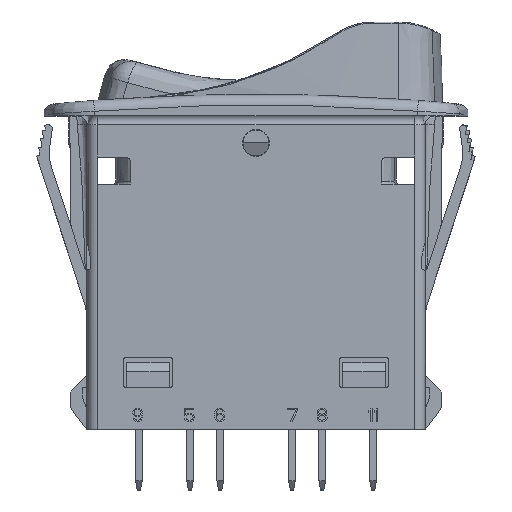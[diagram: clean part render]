
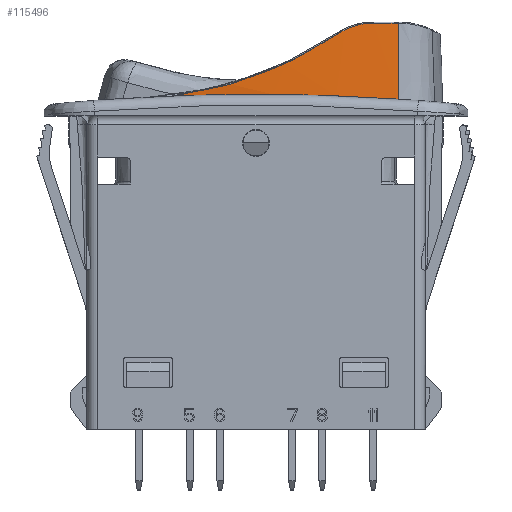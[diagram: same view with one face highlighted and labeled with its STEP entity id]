
A CAD part, top view. The second image highlights one B-rep face of the part: STEP entity #115496.
In plain terms, the highlighted conical face has half-angle 2 degrees and reference radius 202.975 mm.
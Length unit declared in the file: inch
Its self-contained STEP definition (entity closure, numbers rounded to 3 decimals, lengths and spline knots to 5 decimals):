
#1509=CARTESIAN_POINT('',(-0.38546,1.54257,
0.43597));
#1510=CARTESIAN_POINT('',(-0.36709,1.54328,
0.4369));
#1511=CARTESIAN_POINT('',(-0.33036,1.54459,
0.43864));
#1512=CARTESIAN_POINT('',(-0.27525,1.54626,
0.44087));
#1513=CARTESIAN_POINT('',(-0.22013,1.54763,
0.44274));
#1514=CARTESIAN_POINT('',(-0.16499,1.54869,
0.44424));
#1515=CARTESIAN_POINT('',(-0.10986,1.54945,
0.44537));
#1516=CARTESIAN_POINT('',(-0.05472,1.5499,
0.44613));
#1517=CARTESIAN_POINT('',(0.00042,1.55005,
0.44651));
#1518=CARTESIAN_POINT('',(0.05555,1.5499,
0.44653));
#1519=CARTESIAN_POINT('',(0.11069,1.54944,
0.44618));
#1520=CARTESIAN_POINT('',(0.16583,1.54868,
0.44546));
#1521=CARTESIAN_POINT('',(0.22096,1.54761,
0.44437));
#1522=CARTESIAN_POINT('',(0.27609,1.54624,
0.44292));
#1523=CARTESIAN_POINT('',(0.33122,1.54456,
0.44109));
#1524=CARTESIAN_POINT('',(0.38634,1.54259,
0.43889));
#1525=CARTESIAN_POINT('',(0.44145,1.5403,
0.43632));
#1526=CARTESIAN_POINT('',(0.49655,1.53772,
0.43338));
#1527=CARTESIAN_POINT('',(0.55164,1.53482,
0.43007));
#1528=CARTESIAN_POINT('',(0.60672,1.53163,
0.42639));
#1529=CARTESIAN_POINT('',(0.64343,1.5293,
0.42369));
#1530=CARTESIAN_POINT('',(0.66178,1.52808,
0.42228));
#1532=CARTESIAN_POINT('',(0.66178,1.52808,
0.42228));
#47642=DIRECTION('',(-0.003,0.999,-0.035));
#47643=VECTOR('',#47642,0.3523);
#47644=CARTESIAN_POINT('',(0.66178,1.52808,
0.42228));
#47645=LINE('',#47644,#47643);
#47689=CARTESIAN_POINT('',(0.66081,1.88017,
0.41002));
#47741=CARTESIAN_POINT('',(0.66081,1.88017,
0.41002));
#47742=CARTESIAN_POINT('',(0.66054,1.88017,
0.41004));
#47743=CARTESIAN_POINT('',(0.66001,1.88017,
0.41009));
#47744=CARTESIAN_POINT('',(0.6592,1.88017,
0.41015));
#47745=CARTESIAN_POINT('',(0.65866,1.88017,
0.41019));
#47746=CARTESIAN_POINT('',(0.65839,1.88017,
0.41021));
#47760=CARTESIAN_POINT('',(0.37735,1.82909,
0.42921));
#47761=CARTESIAN_POINT('',(0.36948,1.82374,
0.42973));
#47762=CARTESIAN_POINT('',(0.35367,1.81318,
0.43077));
#47763=CARTESIAN_POINT('',(0.3297,1.79774,
0.43224));
#47764=CARTESIAN_POINT('',(0.30549,1.7827,
0.43364));
#47765=CARTESIAN_POINT('',(0.28105,1.76807,
0.43496));
#47766=CARTESIAN_POINT('',(0.25638,1.75385,
0.43619));
#47767=CARTESIAN_POINT('',(0.23149,1.74005,
0.43734));
#47768=CARTESIAN_POINT('',(0.2064,1.72666,
0.4384));
#47769=CARTESIAN_POINT('',(0.18109,1.71369,
0.43938));
#47770=CARTESIAN_POINT('',(0.15558,1.70115,
0.44026));
#47771=CARTESIAN_POINT('',(0.12989,1.68903,
0.44104));
#47772=CARTESIAN_POINT('',(0.10401,1.67734,
0.44173));
#47773=CARTESIAN_POINT('',(0.07795,1.66608,
0.44232));
#47774=CARTESIAN_POINT('',(0.05172,1.65525,
0.44282));
#47775=CARTESIAN_POINT('',(0.02532,1.64486,
0.44321));
#47776=CARTESIAN_POINT('',(-0.00122,1.63491,
0.4435));
#47777=CARTESIAN_POINT('',(-0.02792,1.6254,
0.44368));
#47778=CARTESIAN_POINT('',(-0.05476,1.61632,
0.44376));
#47779=CARTESIAN_POINT('',(-0.08174,1.6077,
0.44373));
#47780=CARTESIAN_POINT('',(-0.10884,1.59951,
0.44359));
#47781=CARTESIAN_POINT('',(-0.13607,1.59178,
0.44334));
#47782=CARTESIAN_POINT('',(-0.16342,1.58449,
0.44298));
#47783=CARTESIAN_POINT('',(-0.19087,1.57765,
0.44251));
#47784=CARTESIAN_POINT('',(-0.21842,1.57127,
0.44192));
#47785=CARTESIAN_POINT('',(-0.24606,1.56533,
0.44122));
#47786=CARTESIAN_POINT('',(-0.2738,1.55985,
0.44041));
#47787=CARTESIAN_POINT('',(-0.30161,1.55483,
0.43948));
#47788=CARTESIAN_POINT('',(-0.3295,1.55026,
0.43843));
#47789=CARTESIAN_POINT('',(-0.35745,1.54615,
0.43727));
#47790=CARTESIAN_POINT('',(-0.37612,1.54371,
0.43641));
#47791=CARTESIAN_POINT('',(-0.38546,1.54257,
0.43597));
#48364=CARTESIAN_POINT('',(0.03,1.88017,-7.55));
#48365=DIRECTION('',(0.,-1.,0.));
#48366=DIRECTION('',(0.079,0.,0.997));
#48367=AXIS2_PLACEMENT_3D('',#48364,#48365,#48366);
#48379=CARTESIAN_POINT('',(0.54337,1.88017,
0.41846));
#48380=CARTESIAN_POINT('',(0.54082,1.88017,
0.41862));
#48381=CARTESIAN_POINT('',(0.53572,1.88011,
0.41895));
#48382=CARTESIAN_POINT('',(0.52806,1.87981,
0.41944));
#48383=CARTESIAN_POINT('',(0.52041,1.87931,
0.41994));
#48384=CARTESIAN_POINT('',(0.51277,1.87862,
0.42043));
#48385=CARTESIAN_POINT('',(0.50515,1.87772,
0.42092));
#48386=CARTESIAN_POINT('',(0.49755,1.87663,
0.4214));
#48387=CARTESIAN_POINT('',(0.48999,1.87534,
0.42189));
#48388=CARTESIAN_POINT('',(0.48246,1.87386,
0.42237));
#48389=CARTESIAN_POINT('',(0.47498,1.87218,
0.42285));
#48390=CARTESIAN_POINT('',(0.46754,1.87031,
0.42333));
#48391=CARTESIAN_POINT('',(0.46016,1.86824,
0.4238));
#48392=CARTESIAN_POINT('',(0.45283,1.86599,
0.42427));
#48393=CARTESIAN_POINT('',(0.44556,1.86354,
0.42474));
#48394=CARTESIAN_POINT('',(0.43836,1.86091,
0.4252));
#48395=CARTESIAN_POINT('',(0.43123,1.85809,
0.42566));
#48396=CARTESIAN_POINT('',(0.42418,1.85509,
0.42612));
#48397=CARTESIAN_POINT('',(0.4172,1.85191,
0.42657));
#48398=CARTESIAN_POINT('',(0.41031,1.84854,
0.42702));
#48399=CARTESIAN_POINT('',(0.40351,1.845,
0.42747));
#48400=CARTESIAN_POINT('',(0.39681,1.84128,
0.42791));
#48401=CARTESIAN_POINT('',(0.39021,1.83739,
0.42835));
#48402=CARTESIAN_POINT('',(0.38371,1.83333,
0.42878));
#48403=CARTESIAN_POINT('',(0.37946,1.83052,
0.42906));
#48404=CARTESIAN_POINT('',(0.37735,1.82909,
0.42921));
#53279=VERTEX_POINT('',#1532);
#53331=VERTEX_POINT('',#47689);
#53333=VERTEX_POINT('',#47746);
#53335=CARTESIAN_POINT('',(0.54337,1.88017,
0.41846));
#53336=VERTEX_POINT('',#53335);
#53339=VERTEX_POINT('',#48404);
#53341=VERTEX_POINT('',#47791);
#115480=CARTESIAN_POINT('',(0.03,1.70413,-7.55));
#115481=DIRECTION('',(0.,-1.,0.));
#115482=DIRECTION('',(0.,0.,-1.));
#115483=AXIS2_PLACEMENT_3D('',#115480,#115481,#115482);
#115484=CONICAL_SURFACE('',#115483,7.99113,2.);
#115485=ORIENTED_EDGE('',*,*,#115470,.F.);
#115486=ORIENTED_EDGE('',*,*,#115373,.F.);
#115487=ORIENTED_EDGE('',*,*,#61023,.F.);
#115489=ORIENTED_EDGE('',*,*,#115488,.F.);
#115491=ORIENTED_EDGE('',*,*,#115490,.F.);
#115493=ORIENTED_EDGE('',*,*,#115492,.F.);
#115494=EDGE_LOOP('',(#115485,#115486,#115487,#115489,#115491,#115493));
#115495=FACE_OUTER_BOUND('',#115494,.F.);
#1531=B_SPLINE_CURVE_WITH_KNOTS('',3,(#1509,#1510,#1511,#1512,#1513,#1514,#1515,
#1516,#1517,#1518,#1519,#1520,#1521,#1522,#1523,#1524,#1525,#1526,#1527,#1528,
#1529,#1530),.UNSPECIFIED.,.F.,.F.,(4,1,1,1,1,1,1,1,1,1,1,1,1,1,1,1,1,1,1,4),(
0.,0.05263,0.10526,0.15789,0.21053,
0.26316,0.31579,0.36842,0.42105,
0.47368,0.52632,0.57895,0.63158,
0.68421,0.73684,0.78947,0.84211,
0.89474,0.94737,1.),.UNSPECIFIED.);
#47747=B_SPLINE_CURVE_WITH_KNOTS('',3,(#47741,#47742,#47743,#47744,#47745,
#47746),.UNSPECIFIED.,.F.,.F.,(4,1,1,4),(0.,0.33333,
0.66667,1.),.UNSPECIFIED.);
#47792=B_SPLINE_CURVE_WITH_KNOTS('',3,(#47760,#47761,#47762,#47763,#47764,
#47765,#47766,#47767,#47768,#47769,#47770,#47771,#47772,#47773,#47774,#47775,
#47776,#47777,#47778,#47779,#47780,#47781,#47782,#47783,#47784,#47785,#47786,
#47787,#47788,#47789,#47790,#47791),.UNSPECIFIED.,.F.,.F.,(4,1,1,1,1,1,1,1,1,1,
1,1,1,1,1,1,1,1,1,1,1,1,1,1,1,1,1,1,1,4),(0.,0.03448,
0.06897,0.10345,0.13793,0.17241,
0.2069,0.24138,0.27586,0.31034,
0.34483,0.37931,0.41379,0.44828,
0.48276,0.51724,0.55172,0.58621,
0.62069,0.65517,0.68966,0.72414,
0.75862,0.7931,0.82759,0.86207,
0.89655,0.93103,0.96552,1.),.UNSPECIFIED.);
#48368=CIRCLE('',#48367,7.98498);
#48405=B_SPLINE_CURVE_WITH_KNOTS('',3,(#48379,#48380,#48381,#48382,#48383,
#48384,#48385,#48386,#48387,#48388,#48389,#48390,#48391,#48392,#48393,#48394,
#48395,#48396,#48397,#48398,#48399,#48400,#48401,#48402,#48403,#48404),
.UNSPECIFIED.,.F.,.F.,(4,1,1,1,1,1,1,1,1,1,1,1,1,1,1,1,1,1,1,1,1,1,1,4),(0.,
0.04348,0.08696,0.13043,0.17391,
0.21739,0.26087,0.30435,0.34783,
0.3913,0.43478,0.47826,0.52174,
0.56522,0.6087,0.65217,0.69565,
0.73913,0.78261,0.82609,0.86957,
0.91304,0.95652,1.),.UNSPECIFIED.);
#61023=EDGE_CURVE('',#53341,#53279,#1531,.T.);
#115373=EDGE_CURVE('',#53279,#53331,#47645,.T.);
#115470=EDGE_CURVE('',#53331,#53333,#47747,.T.);
#115488=EDGE_CURVE('',#53339,#53341,#47792,.T.);
#115490=EDGE_CURVE('',#53336,#53339,#48405,.T.);
#115492=EDGE_CURVE('',#53333,#53336,#48368,.T.);
#115496=ADVANCED_FACE('',(#115495),#115484,.T.);
